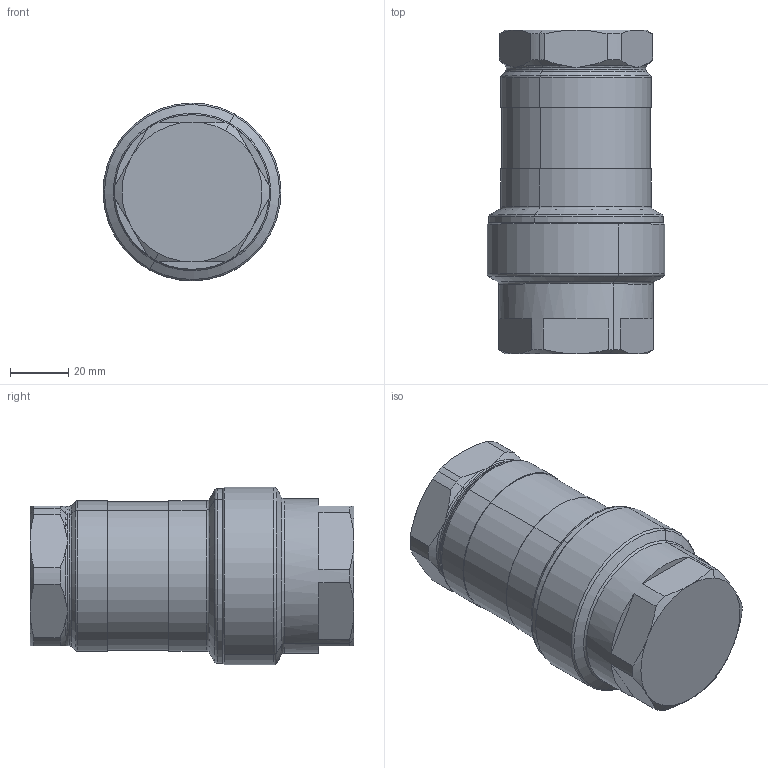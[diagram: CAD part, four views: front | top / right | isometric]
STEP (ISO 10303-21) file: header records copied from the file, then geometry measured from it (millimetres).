
FILE_DESCRIPTION(('CATIA V5 STEP Exchange'),'2;1');
FILE_NAME('127171 - TST (STP).stp','2016-01-11T08:26:51+00:00',('none'),('none'),'Version 5-6 Release 2012','CATIA V5 STEP AP203','none');
FILE_SCHEMA(('CONFIG_CONTROL_DESIGN'));
Length unit declared in the file: millimetre
Products named in the file (1): 127171 - TST
Bounding box: 60.98 x 111 x 60.98 mm (x, y, z)
Volume: 247135.1 mm3; surface area: 23711.9 mm2
Topology: 1 solids, 1 shells, 97 faces, 222 edges, 130 vertices
Faces by surface type: cone 32, plane 23, cylinder 22, torus 20
Entity records: 2469 total; most frequent: CARTESIAN_POINT 602, ORIENTED_EDGE 444, DIRECTION 252, EDGE_CURVE 222, AXIS2_PLACEMENT_3D 154, VERTEX_POINT 130, CIRCLE 114, EDGE_LOOP 100
